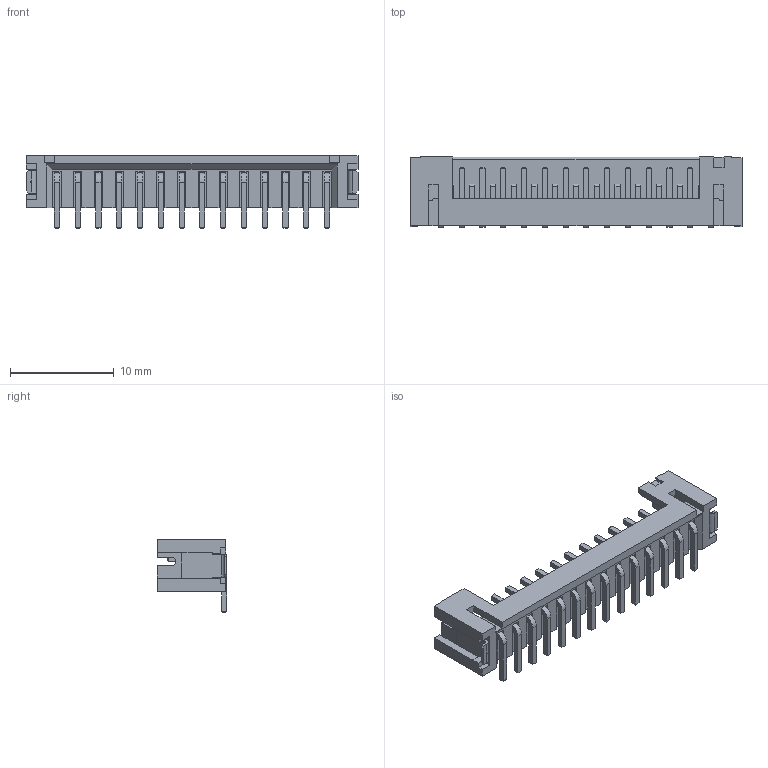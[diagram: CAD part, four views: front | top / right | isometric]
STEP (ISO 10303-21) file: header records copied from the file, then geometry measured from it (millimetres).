
FILE_DESCRIPTION (( 'STEP AP214' ), '1' );
FILE_NAME ('JST-B14B-PH-SM4-TB.STEP', '2020-12-29T21:53:06', ( '' ), ( '' ), 'SwSTEP 2.0', 'SolidWorks 2020', '' );
FILE_SCHEMA (( 'AUTOMOTIVE_DESIGN' ));
Length unit declared in the file: millimetre
Products named in the file (1): JST-B14B-PH-SM4-TB
Bounding box: 31.95 x 6.72 x 7 mm (x, y, z)
Volume: 491.4 mm3; surface area: 1205 mm2
Topology: 1 solids, 1 shells, 605 faces, 1541 edges, 962 vertices
Faces by surface type: plane 541, bspline 56, cylinder 8
Entity records: 26063 total; most frequent: CARTESIAN_POINT 5089, ORIENTED_EDGE 3082, DIRECTION 2711, EDGE_CURVE 1541, LINE 1467, VECTOR 1467, VERTEX_POINT 962, EDGE_LOOP 633
